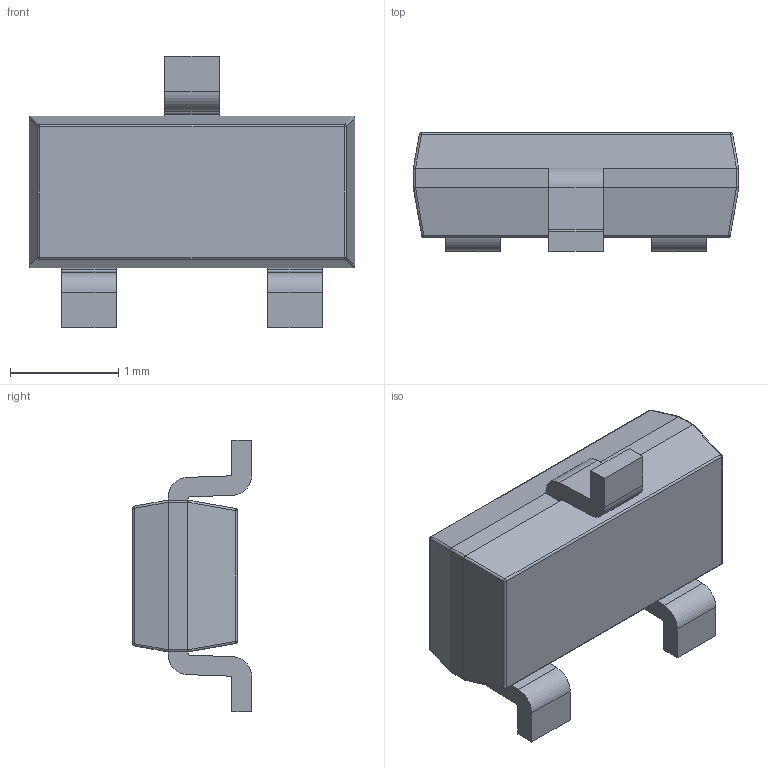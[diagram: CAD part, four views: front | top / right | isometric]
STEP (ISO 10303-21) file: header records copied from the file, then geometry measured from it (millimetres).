
FILE_DESCRIPTION (( 'STEP AP214' ), '1' );
FILE_NAME ('SOT23.STEP', '2015-02-22T03:47:18', ( '' ), ( '' ), 'SwSTEP 2.0', 'SolidWorks 2014', '' );
FILE_SCHEMA (( 'AUTOMOTIVE_DESIGN' ));
Length unit declared in the file: millimetre
Products named in the file (1): SOT23
Bounding box: 3 x 1.09 x 2.5 mm (x, y, z)
Volume: 4.1 mm3; surface area: 19.8 mm2
Topology: 1 solids, 1 shells, 152 faces, 404 edges, 252 vertices
Faces by surface type: plane 67, bspline 45, cylinder 32, sphere 8
Entity records: 8243 total; most frequent: CARTESIAN_POINT 3902, ORIENTED_EDGE 792, DIRECTION 546, EDGE_CURVE 396, VERTEX_POINT 252, VECTOR 234, LINE 234, EDGE_LOOP 158
